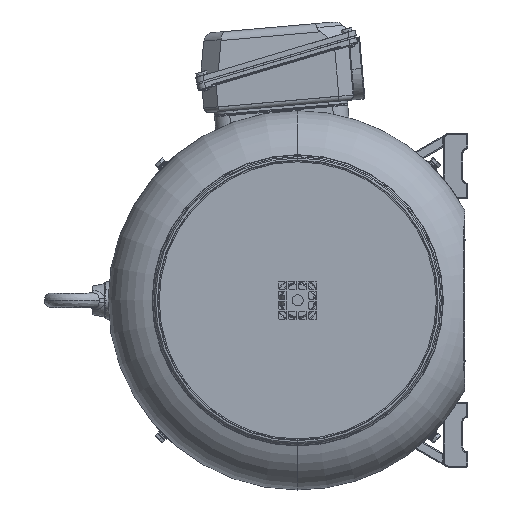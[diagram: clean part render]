
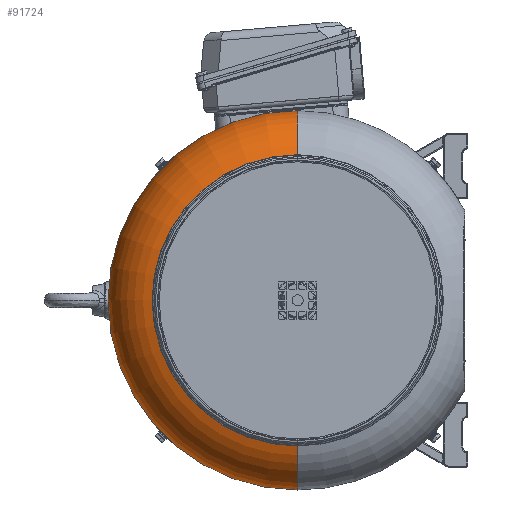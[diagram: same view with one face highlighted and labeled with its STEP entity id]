
A CAD part, left-side view. The second image highlights one B-rep face of the part: STEP entity #91724.
In plain terms, the highlighted toroidal (fillet/blend) face has major radius 133.5 mm and minor radius 65 mm.
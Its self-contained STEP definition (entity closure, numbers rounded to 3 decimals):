
#1364 = CARTESIAN_POINT ( 'NONE',  ( -104., 0., 0. ) ) ;
#3109 = FACE_OUTER_BOUND ( 'NONE', #132941, .T. ) ;
#8882 = ORIENTED_EDGE ( 'NONE', *, *, #33118, .T. ) ;
#9074 = CARTESIAN_POINT ( 'NONE',  ( -166.177, 0., 152.447 ) ) ;
#9374 = CARTESIAN_POINT ( 'NONE',  ( -166.177, 0., 0. ) ) ;
#11249 = DIRECTION ( 'NONE',  ( -1., 0., 0. ) ) ;
#11662 = AXIS2_PLACEMENT_3D ( 'NONE', #140898, #96973, #118939 ) ;
#19951 = CIRCLE ( 'NONE', #11662, 65. ) ;
#29123 = DIRECTION ( 'NONE',  ( 0., 0., -1. ) ) ;
#31280 = EDGE_CURVE ( 'NONE', #34254, #137686, #99973, .T. ) ;
#33118 = EDGE_CURVE ( 'NONE', #35765, #61661, #67256, .T. ) ;
#34223 = DIRECTION ( 'NONE',  ( -1., 0., 0. ) ) ;
#34254 = VERTEX_POINT ( 'NONE', #9074 ) ;
#35765 = VERTEX_POINT ( 'NONE', #127756 ) ;
#41948 = ORIENTED_EDGE ( 'NONE', *, *, #111381, .T. ) ;
#49664 = CARTESIAN_POINT ( 'NONE',  ( -166.177, 0., -152.447 ) ) ;
#56167 = DIRECTION ( 'NONE',  ( 0., 0., 1. ) ) ;
#59872 = ORIENTED_EDGE ( 'NONE', *, *, #91290, .F. ) ;
#61661 = VERTEX_POINT ( 'NONE', #97812 ) ;
#63988 = CARTESIAN_POINT ( 'NONE',  ( -104., 0., 0. ) ) ;
#67256 = CIRCLE ( 'NONE', #95325, 198.5 ) ;
#71396 = TOROIDAL_SURFACE ( 'NONE', #89568, 133.5, 65. ) ;
#73576 = DIRECTION ( 'NONE',  ( 0., 0., 1. ) ) ;
#83497 = DIRECTION ( 'NONE',  ( 0., -1., 0. ) ) ;
#87082 = DIRECTION ( 'NONE',  ( 0., 0., 1. ) ) ;
#87952 = ORIENTED_EDGE ( 'NONE', *, *, #31280, .F. ) ;
#89568 = AXIS2_PLACEMENT_3D ( 'NONE', #63988, #118878, #73576 ) ;
#91290 = EDGE_CURVE ( 'NONE', #35765, #34254, #93701, .T. ) ;
#91724 = ADVANCED_FACE ( 'NONE', ( #3109 ), #71396, .T. ) ;
#93701 = CIRCLE ( 'NONE', #128015, 65. ) ;
#95325 = AXIS2_PLACEMENT_3D ( 'NONE', #1364, #34223, #56167 ) ;
#96973 = DIRECTION ( 'NONE',  ( 0., 1., 0. ) ) ;
#97812 = CARTESIAN_POINT ( 'NONE',  ( -104., 0., -198.5 ) ) ;
#99973 = CIRCLE ( 'NONE', #113513, 152.447 ) ;
#105880 = CARTESIAN_POINT ( 'NONE',  ( -104., 0., 133.5 ) ) ;
#111381 = EDGE_CURVE ( 'NONE', #61661, #137686, #19951, .T. ) ;
#113513 = AXIS2_PLACEMENT_3D ( 'NONE', #9374, #11249, #87082 ) ;
#118878 = DIRECTION ( 'NONE',  ( -1., 0., 0. ) ) ;
#118939 = DIRECTION ( 'NONE',  ( 0., 0., 1. ) ) ;
#127756 = CARTESIAN_POINT ( 'NONE',  ( -104., 0., 198.5 ) ) ;
#128015 = AXIS2_PLACEMENT_3D ( 'NONE', #105880, #83497, #29123 ) ;
#132941 = EDGE_LOOP ( 'NONE', ( #8882, #41948, #87952, #59872 ) ) ;
#137686 = VERTEX_POINT ( 'NONE', #49664 ) ;
#140898 = CARTESIAN_POINT ( 'NONE',  ( -104., 0., -133.5 ) ) ;
